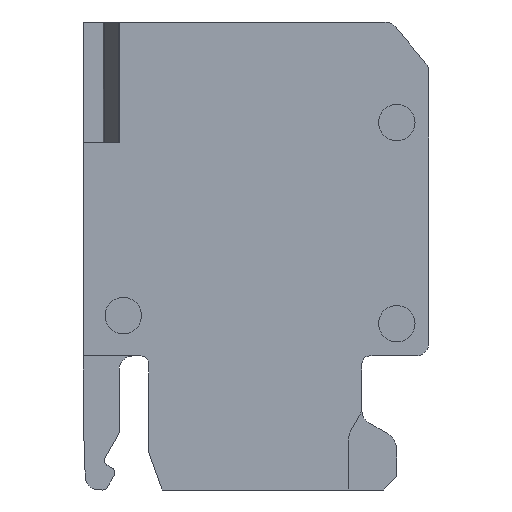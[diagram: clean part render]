
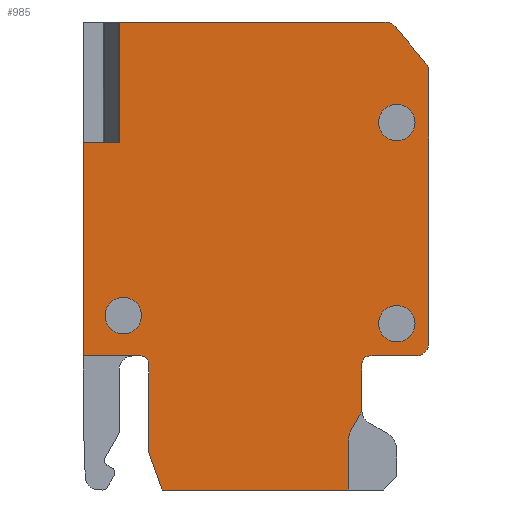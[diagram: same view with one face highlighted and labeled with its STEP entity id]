
A CAD part, left-side view. The second image highlights one B-rep face of the part: STEP entity #985.
In plain terms, the highlighted planar face has unit normal (-1, 0, 0).
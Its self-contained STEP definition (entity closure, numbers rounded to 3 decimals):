
#775=AXIS2_PLACEMENT_3D('Plane Axis2P3D',#772,#773,#774) ;
#779=AXIS2_PLACEMENT_3D('Circle Axis2P3D',#777,#778,$) ;
#793=AXIS2_PLACEMENT_3D('Circle Axis2P3D',#791,#792,$) ;
#807=AXIS2_PLACEMENT_3D('Circle Axis2P3D',#805,#806,$) ;
#821=AXIS2_PLACEMENT_3D('Circle Axis2P3D',#819,#820,$) ;
#835=AXIS2_PLACEMENT_3D('Circle Axis2P3D',#833,#834,$) ;
#849=AXIS2_PLACEMENT_3D('Circle Axis2P3D',#847,#848,$) ;
#891=AXIS2_PLACEMENT_3D('Circle Axis2P3D',#889,#890,$) ;
#933=AXIS2_PLACEMENT_3D('Circle Axis2P3D',#931,#932,$) ;
#942=AXIS2_PLACEMENT_3D('Circle Axis2P3D',#940,#941,$) ;
#951=AXIS2_PLACEMENT_3D('Circle Axis2P3D',#949,#950,$) ;
#960=AXIS2_PLACEMENT_3D('Circle Axis2P3D',#958,#959,$) ;
#969=AXIS2_PLACEMENT_3D('Circle Axis2P3D',#967,#968,$) ;
#978=AXIS2_PLACEMENT_3D('Circle Axis2P3D',#976,#977,$) ;
#115=CARTESIAN_POINT('Vertex',(0.,3.,0.)) ;
#118=CARTESIAN_POINT('Line Origine',(0.,6.475,0.)) ;
#122=CARTESIAN_POINT('Vertex',(0.,9.95,0.)) ;
#753=CARTESIAN_POINT('Line Origine',(0.,3.,0.894)) ;
#757=CARTESIAN_POINT('Vertex',(0.,3.,1.787)) ;
#772=CARTESIAN_POINT('Axis2P3D Location',(0.,1.64,16.95)) ;
#777=CARTESIAN_POINT('Axis2P3D Location',(0.,1.9,1.787)) ;
#781=CARTESIAN_POINT('Vertex',(0.,2.853,2.337)) ;
#784=CARTESIAN_POINT('Line Origine',(0.,2.71,2.585)) ;
#788=CARTESIAN_POINT('Vertex',(0.,2.567,2.832)) ;
#791=CARTESIAN_POINT('Axis2P3D Location',(0.,3.,3.082)) ;
#795=CARTESIAN_POINT('Vertex',(0.,2.5,3.082)) ;
#798=CARTESIAN_POINT('Line Origine',(0.,2.5,3.891)) ;
#802=CARTESIAN_POINT('Vertex',(0.,2.5,4.7)) ;
#805=CARTESIAN_POINT('Axis2P3D Location',(0.,2.2,4.7)) ;
#809=CARTESIAN_POINT('Vertex',(0.,2.2,5.)) ;
#812=CARTESIAN_POINT('Line Origine',(0.,1.35,5.)) ;
#816=CARTESIAN_POINT('Vertex',(0.,0.5,5.)) ;
#819=CARTESIAN_POINT('Axis2P3D Location',(0.,0.5,5.5)) ;
#823=CARTESIAN_POINT('Vertex',(0.,0.,5.5)) ;
#826=CARTESIAN_POINT('Line Origine',(0.,0.,10.546)) ;
#830=CARTESIAN_POINT('Vertex',(0.,0.,15.592)) ;
#833=CARTESIAN_POINT('Axis2P3D Location',(0.,0.5,15.592)) ;
#837=CARTESIAN_POINT('Vertex',(0.,0.117,15.913)) ;
#840=CARTESIAN_POINT('Line Origine',(0.,0.687,16.592)) ;
#844=CARTESIAN_POINT('Vertex',(0.,1.257,17.271)) ;
#847=CARTESIAN_POINT('Axis2P3D Location',(0.,1.64,16.95)) ;
#851=CARTESIAN_POINT('Vertex',(0.,1.64,17.45)) ;
#854=CARTESIAN_POINT('Line Origine',(0.,6.595,17.45)) ;
#858=CARTESIAN_POINT('Vertex',(0.,11.55,17.45)) ;
#861=CARTESIAN_POINT('Line Origine',(0.,11.55,15.2)) ;
#865=CARTESIAN_POINT('Vertex',(0.,11.55,12.95)) ;
#868=CARTESIAN_POINT('Line Origine',(0.,12.225,12.95)) ;
#872=CARTESIAN_POINT('Vertex',(0.,12.9,12.95)) ;
#875=CARTESIAN_POINT('Line Origine',(0.,12.9,8.975)) ;
#879=CARTESIAN_POINT('Vertex',(0.,12.9,5.)) ;
#882=CARTESIAN_POINT('Line Origine',(0.,11.825,5.)) ;
#886=CARTESIAN_POINT('Vertex',(0.,10.75,5.)) ;
#889=CARTESIAN_POINT('Axis2P3D Location',(0.,10.75,4.7)) ;
#893=CARTESIAN_POINT('Vertex',(0.,10.45,4.7)) ;
#896=CARTESIAN_POINT('Line Origine',(0.,10.45,3.05)) ;
#900=CARTESIAN_POINT('Vertex',(0.,10.45,1.4)) ;
#903=CARTESIAN_POINT('Line Origine',(0.,10.2,0.7)) ;
#931=CARTESIAN_POINT('Axis2P3D Location',(0.,1.2,13.7)) ;
#935=CARTESIAN_POINT('Vertex',(0.,1.2,13.02)) ;
#937=CARTESIAN_POINT('Vertex',(0.,1.2,14.38)) ;
#940=CARTESIAN_POINT('Axis2P3D Location',(0.,1.2,13.7)) ;
#949=CARTESIAN_POINT('Axis2P3D Location',(0.,1.2,6.2)) ;
#953=CARTESIAN_POINT('Vertex',(0.,1.2,5.52)) ;
#955=CARTESIAN_POINT('Vertex',(0.,1.2,6.88)) ;
#958=CARTESIAN_POINT('Axis2P3D Location',(0.,1.2,6.2)) ;
#967=CARTESIAN_POINT('Axis2P3D Location',(0.,11.4,6.5)) ;
#971=CARTESIAN_POINT('Vertex',(0.,11.4,5.82)) ;
#973=CARTESIAN_POINT('Vertex',(0.,11.4,7.18)) ;
#976=CARTESIAN_POINT('Axis2P3D Location',(0.,11.4,6.5)) ;
#119=DIRECTION('Vector Direction',(0.,1.,0.)) ;
#754=DIRECTION('Vector Direction',(0.,0.,1.)) ;
#773=DIRECTION('Axis2P3D Direction',(1.,0.,0.)) ;
#774=DIRECTION('Axis2P3D XDirection',(0.,0.,-1.)) ;
#778=DIRECTION('Axis2P3D Direction',(1.,0.,0.)) ;
#785=DIRECTION('Vector Direction',(0.,-0.5,0.866)) ;
#792=DIRECTION('Axis2P3D Direction',(1.,0.,0.)) ;
#799=DIRECTION('Vector Direction',(0.,0.,-1.)) ;
#806=DIRECTION('Axis2P3D Direction',(1.,0.,0.)) ;
#813=DIRECTION('Vector Direction',(0.,1.,0.)) ;
#820=DIRECTION('Axis2P3D Direction',(1.,0.,0.)) ;
#827=DIRECTION('Vector Direction',(0.,0.,-1.)) ;
#834=DIRECTION('Axis2P3D Direction',(1.,0.,0.)) ;
#841=DIRECTION('Vector Direction',(0.,-0.643,-0.766)) ;
#848=DIRECTION('Axis2P3D Direction',(1.,0.,0.)) ;
#855=DIRECTION('Vector Direction',(0.,-1.,0.)) ;
#862=DIRECTION('Vector Direction',(0.,0.,1.)) ;
#869=DIRECTION('Vector Direction',(0.,-1.,0.)) ;
#876=DIRECTION('Vector Direction',(0.,0.,-1.)) ;
#883=DIRECTION('Vector Direction',(0.,1.,0.)) ;
#890=DIRECTION('Axis2P3D Direction',(1.,0.,0.)) ;
#897=DIRECTION('Vector Direction',(0.,0.,1.)) ;
#904=DIRECTION('Vector Direction',(0.,0.336,0.942)) ;
#932=DIRECTION('Axis2P3D Direction',(1.,0.,0.)) ;
#941=DIRECTION('Axis2P3D Direction',(1.,0.,0.)) ;
#950=DIRECTION('Axis2P3D Direction',(1.,0.,0.)) ;
#959=DIRECTION('Axis2P3D Direction',(1.,0.,0.)) ;
#968=DIRECTION('Axis2P3D Direction',(1.,0.,0.)) ;
#977=DIRECTION('Axis2P3D Direction',(1.,0.,0.)) ;
#120=VECTOR('Line Direction',#119,1.) ;
#755=VECTOR('Line Direction',#754,1.) ;
#786=VECTOR('Line Direction',#785,1.) ;
#800=VECTOR('Line Direction',#799,1.) ;
#814=VECTOR('Line Direction',#813,1.) ;
#828=VECTOR('Line Direction',#827,1.) ;
#842=VECTOR('Line Direction',#841,1.) ;
#856=VECTOR('Line Direction',#855,1.) ;
#863=VECTOR('Line Direction',#862,1.) ;
#870=VECTOR('Line Direction',#869,1.) ;
#877=VECTOR('Line Direction',#876,1.) ;
#884=VECTOR('Line Direction',#883,1.) ;
#898=VECTOR('Line Direction',#897,1.) ;
#905=VECTOR('Line Direction',#904,1.) ;
#909=ORIENTED_EDGE('',*,*,#759,.T.) ;
#910=ORIENTED_EDGE('',*,*,#783,.T.) ;
#911=ORIENTED_EDGE('',*,*,#790,.T.) ;
#912=ORIENTED_EDGE('',*,*,#797,.F.) ;
#913=ORIENTED_EDGE('',*,*,#804,.F.) ;
#914=ORIENTED_EDGE('',*,*,#811,.T.) ;
#915=ORIENTED_EDGE('',*,*,#818,.F.) ;
#916=ORIENTED_EDGE('',*,*,#825,.F.) ;
#917=ORIENTED_EDGE('',*,*,#832,.F.) ;
#918=ORIENTED_EDGE('',*,*,#839,.F.) ;
#919=ORIENTED_EDGE('',*,*,#846,.F.) ;
#920=ORIENTED_EDGE('',*,*,#853,.F.) ;
#921=ORIENTED_EDGE('',*,*,#860,.F.) ;
#922=ORIENTED_EDGE('',*,*,#867,.F.) ;
#923=ORIENTED_EDGE('',*,*,#874,.F.) ;
#924=ORIENTED_EDGE('',*,*,#881,.T.) ;
#925=ORIENTED_EDGE('',*,*,#888,.F.) ;
#926=ORIENTED_EDGE('',*,*,#895,.T.) ;
#927=ORIENTED_EDGE('',*,*,#902,.F.) ;
#928=ORIENTED_EDGE('',*,*,#907,.F.) ;
#929=ORIENTED_EDGE('',*,*,#124,.F.) ;
#946=ORIENTED_EDGE('',*,*,#939,.T.) ;
#947=ORIENTED_EDGE('',*,*,#944,.T.) ;
#964=ORIENTED_EDGE('',*,*,#957,.T.) ;
#965=ORIENTED_EDGE('',*,*,#962,.T.) ;
#982=ORIENTED_EDGE('',*,*,#975,.T.) ;
#983=ORIENTED_EDGE('',*,*,#980,.T.) ;
#948=FACE_BOUND('',#945,.T.) ;
#966=FACE_BOUND('',#963,.T.) ;
#984=FACE_BOUND('',#981,.T.) ;
#985=ADVANCED_FACE('V1',(#930,#948,#966,#984),#776,.F.) ;
#780=CIRCLE('generated circle',#779,1.1) ;
#794=CIRCLE('generated circle',#793,0.5) ;
#808=CIRCLE('generated circle',#807,0.3) ;
#822=CIRCLE('generated circle',#821,0.5) ;
#836=CIRCLE('generated circle',#835,0.5) ;
#850=CIRCLE('generated circle',#849,0.5) ;
#892=CIRCLE('generated circle',#891,0.3) ;
#934=CIRCLE('generated circle',#933,0.68) ;
#943=CIRCLE('generated circle',#942,0.68) ;
#952=CIRCLE('generated circle',#951,0.68) ;
#961=CIRCLE('generated circle',#960,0.68) ;
#970=CIRCLE('generated circle',#969,0.68) ;
#979=CIRCLE('generated circle',#978,0.68) ;
#124=EDGE_CURVE('',#116,#123,#121,.T.) ;
#759=EDGE_CURVE('',#116,#758,#756,.T.) ;
#783=EDGE_CURVE('',#758,#782,#780,.T.) ;
#790=EDGE_CURVE('',#782,#789,#787,.T.) ;
#797=EDGE_CURVE('',#796,#789,#794,.T.) ;
#804=EDGE_CURVE('',#803,#796,#801,.T.) ;
#811=EDGE_CURVE('',#803,#810,#808,.T.) ;
#818=EDGE_CURVE('',#817,#810,#815,.T.) ;
#825=EDGE_CURVE('',#824,#817,#822,.T.) ;
#832=EDGE_CURVE('',#831,#824,#829,.T.) ;
#839=EDGE_CURVE('',#838,#831,#836,.T.) ;
#846=EDGE_CURVE('',#845,#838,#843,.T.) ;
#853=EDGE_CURVE('',#852,#845,#850,.T.) ;
#860=EDGE_CURVE('',#859,#852,#857,.T.) ;
#867=EDGE_CURVE('',#866,#859,#864,.T.) ;
#874=EDGE_CURVE('',#873,#866,#871,.T.) ;
#881=EDGE_CURVE('',#873,#880,#878,.T.) ;
#888=EDGE_CURVE('',#887,#880,#885,.T.) ;
#895=EDGE_CURVE('',#887,#894,#892,.T.) ;
#902=EDGE_CURVE('',#901,#894,#899,.T.) ;
#907=EDGE_CURVE('',#123,#901,#906,.T.) ;
#939=EDGE_CURVE('',#936,#938,#934,.T.) ;
#944=EDGE_CURVE('',#938,#936,#943,.T.) ;
#957=EDGE_CURVE('',#954,#956,#952,.T.) ;
#962=EDGE_CURVE('',#956,#954,#961,.T.) ;
#975=EDGE_CURVE('',#972,#974,#970,.T.) ;
#980=EDGE_CURVE('',#974,#972,#979,.T.) ;
#908=EDGE_LOOP('',(#909,#910,#911,#912,#913,#914,#915,#916,#917,#918,#919,#920,#921,#922,#923,#924,#925,#926,#927,#928,#929)) ;
#945=EDGE_LOOP('',(#946,#947)) ;
#963=EDGE_LOOP('',(#964,#965)) ;
#981=EDGE_LOOP('',(#982,#983)) ;
#930=FACE_OUTER_BOUND('',#908,.T.) ;
#121=LINE('Line',#118,#120) ;
#756=LINE('Line',#753,#755) ;
#787=LINE('Line',#784,#786) ;
#801=LINE('Line',#798,#800) ;
#815=LINE('Line',#812,#814) ;
#829=LINE('Line',#826,#828) ;
#843=LINE('Line',#840,#842) ;
#857=LINE('Line',#854,#856) ;
#864=LINE('Line',#861,#863) ;
#871=LINE('Line',#868,#870) ;
#878=LINE('Line',#875,#877) ;
#885=LINE('Line',#882,#884) ;
#899=LINE('Line',#896,#898) ;
#906=LINE('Line',#903,#905) ;
#776=PLANE('',#775) ;
#116=VERTEX_POINT('',#115) ;
#123=VERTEX_POINT('',#122) ;
#758=VERTEX_POINT('',#757) ;
#782=VERTEX_POINT('',#781) ;
#789=VERTEX_POINT('',#788) ;
#796=VERTEX_POINT('',#795) ;
#803=VERTEX_POINT('',#802) ;
#810=VERTEX_POINT('',#809) ;
#817=VERTEX_POINT('',#816) ;
#824=VERTEX_POINT('',#823) ;
#831=VERTEX_POINT('',#830) ;
#838=VERTEX_POINT('',#837) ;
#845=VERTEX_POINT('',#844) ;
#852=VERTEX_POINT('',#851) ;
#859=VERTEX_POINT('',#858) ;
#866=VERTEX_POINT('',#865) ;
#873=VERTEX_POINT('',#872) ;
#880=VERTEX_POINT('',#879) ;
#887=VERTEX_POINT('',#886) ;
#894=VERTEX_POINT('',#893) ;
#901=VERTEX_POINT('',#900) ;
#936=VERTEX_POINT('',#935) ;
#938=VERTEX_POINT('',#937) ;
#954=VERTEX_POINT('',#953) ;
#956=VERTEX_POINT('',#955) ;
#972=VERTEX_POINT('',#971) ;
#974=VERTEX_POINT('',#973) ;
